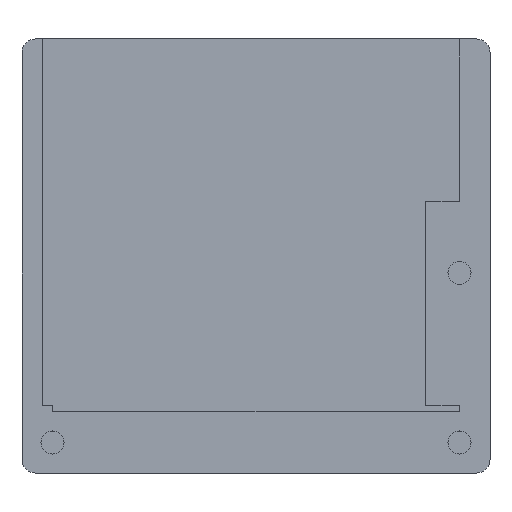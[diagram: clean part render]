
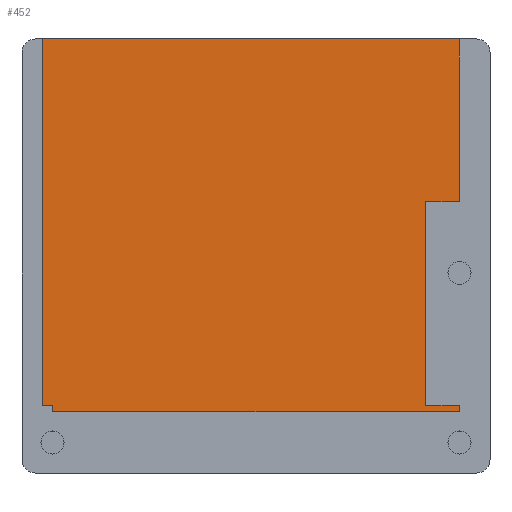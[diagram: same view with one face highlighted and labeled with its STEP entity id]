
A CAD part, top view. The second image highlights one B-rep face of the part: STEP entity #452.
In plain terms, the highlighted planar face has unit normal (0, 0, 1).
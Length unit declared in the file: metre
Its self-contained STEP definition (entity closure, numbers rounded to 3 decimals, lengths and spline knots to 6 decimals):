
#133=ORIENTED_EDGE('',*,*,#196,.F.);
#134=ORIENTED_EDGE('',*,*,#193,.T.);
#135=ORIENTED_EDGE('',*,*,#166,.T.);
#136=ORIENTED_EDGE('',*,*,#163,.F.);
#137=ORIENTED_EDGE('',*,*,#160,.T.);
#138=ORIENTED_EDGE('',*,*,#157,.F.);
#139=ORIENTED_EDGE('',*,*,#153,.F.);
#140=ORIENTED_EDGE('',*,*,#205,.T.);
#141=ORIENTED_EDGE('',*,*,#202,.F.);
#142=ORIENTED_EDGE('',*,*,#199,.F.);
#153=EDGE_CURVE('',#213,#214,#255,.T.);
#157=EDGE_CURVE('',#214,#217,#259,.T.);
#160=EDGE_CURVE('',#219,#217,#262,.T.);
#163=EDGE_CURVE('',#219,#221,#265,.T.);
#166=EDGE_CURVE('',#223,#221,#268,.T.);
#193=EDGE_CURVE('',#241,#223,#287,.T.);
#196=EDGE_CURVE('',#241,#243,#290,.T.);
#199=EDGE_CURVE('',#243,#245,#293,.T.);
#202=EDGE_CURVE('',#245,#247,#296,.T.);
#205=EDGE_CURVE('',#213,#247,#299,.T.);
#213=VERTEX_POINT('',#640);
#214=VERTEX_POINT('',#641);
#217=VERTEX_POINT('',#649);
#219=VERTEX_POINT('',#655);
#221=VERTEX_POINT('',#661);
#223=VERTEX_POINT('',#667);
#241=VERTEX_POINT('',#720);
#243=VERTEX_POINT('',#726);
#245=VERTEX_POINT('',#732);
#247=VERTEX_POINT('',#738);
#255=LINE('',#639,#301);
#259=LINE('',#648,#305);
#262=LINE('',#654,#308);
#265=LINE('',#660,#311);
#268=LINE('',#666,#314);
#287=LINE('',#719,#333);
#290=LINE('',#725,#336);
#293=LINE('',#731,#339);
#296=LINE('',#737,#342);
#299=LINE('',#743,#345);
#301=VECTOR('',#513,1.);
#305=VECTOR('',#519,1.);
#308=VECTOR('',#524,1.);
#311=VECTOR('',#529,1.);
#314=VECTOR('',#534,1.);
#333=VECTOR('',#585,1.);
#336=VECTOR('',#590,1.);
#339=VECTOR('',#595,1.);
#342=VECTOR('',#600,1.);
#345=VECTOR('',#605,1.);
#375=EDGE_LOOP('',(#133,#134,#135,#136,#137,#138,#139,#140,#141,#142));
#407=FACE_BOUND('',#375,.T.);
#426=PLANE('',#505);
#452=ADVANCED_FACE('',(#407),#426,.T.);
#505=AXIS2_PLACEMENT_3D('',#762,#629,#630);
#513=DIRECTION('',(0.,-1.,0.));
#519=DIRECTION('',(-1.,0.,0.));
#524=DIRECTION('',(0.,-1.,0.));
#529=DIRECTION('',(-1.,0.,0.));
#534=DIRECTION('',(0.,-1.,0.));
#585=DIRECTION('',(-1.,0.,0.));
#590=DIRECTION('',(0.,-1.,0.));
#595=DIRECTION('',(-1.,0.,0.));
#600=DIRECTION('',(0.,-1.,0.));
#605=DIRECTION('',(-1.,0.,0.));
#629=DIRECTION('',(0.,0.,1.));
#630=DIRECTION('',(1.,0.,0.));
#639=CARTESIAN_POINT('',(0.03,-0.0225,0.));
#640=CARTESIAN_POINT('',(0.03,-0.022,0.));
#641=CARTESIAN_POINT('',(0.03,-0.023,0.));
#648=CARTESIAN_POINT('',(0.0275,-0.023,0.));
#649=CARTESIAN_POINT('',(-0.03,-0.023,0.));
#654=CARTESIAN_POINT('',(-0.03,-0.0225,0.));
#655=CARTESIAN_POINT('',(-0.03,-0.022,0.));
#660=CARTESIAN_POINT('',(-0.03075,-0.022,0.));
#661=CARTESIAN_POINT('',(-0.0315,-0.022,0.));
#666=CARTESIAN_POINT('',(-0.0315,0.005,0.));
#667=CARTESIAN_POINT('',(-0.0315,0.032,0.));
#719=CARTESIAN_POINT('',(0.,0.032,0.));
#720=CARTESIAN_POINT('',(0.03,0.032,0.));
#725=CARTESIAN_POINT('',(0.03,0.02,0.));
#726=CARTESIAN_POINT('',(0.03,0.008,0.));
#731=CARTESIAN_POINT('',(0.0275,0.008,0.));
#732=CARTESIAN_POINT('',(0.025,0.008,0.));
#737=CARTESIAN_POINT('',(0.025,0.00275,0.));
#738=CARTESIAN_POINT('',(0.025,-0.022,0.));
#743=CARTESIAN_POINT('',(0.0275,-0.022,0.));
#762=CARTESIAN_POINT('',(0.,0.,0.));
